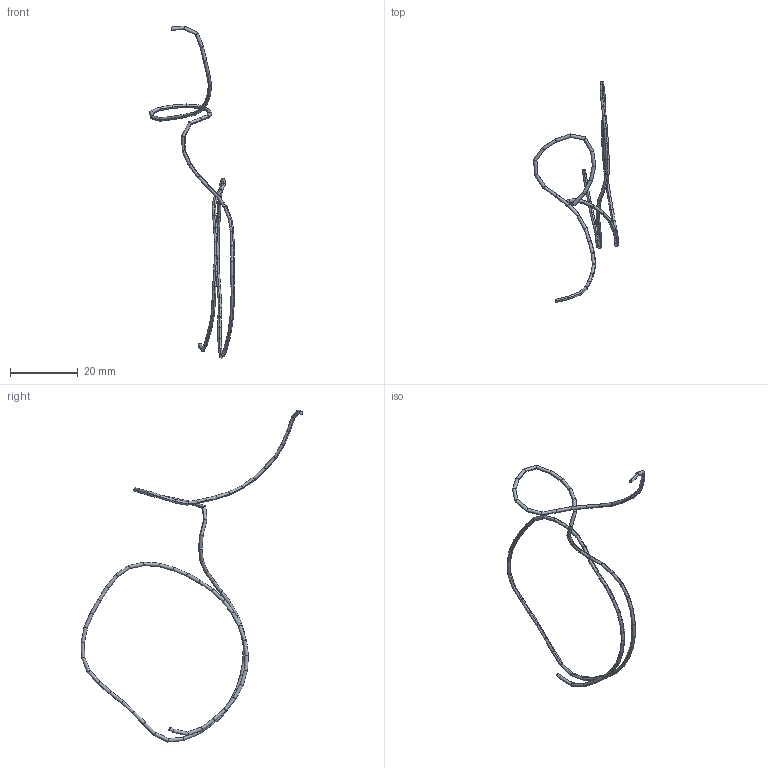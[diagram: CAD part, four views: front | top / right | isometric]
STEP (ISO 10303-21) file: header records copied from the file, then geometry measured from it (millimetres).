
FILE_DESCRIPTION(('STEP AP214'),'1');
FILE_NAME('Epicardial_02_Lead.step','2024-02-05T21:19:14',(' '),('ANSOFT Corporation'),'Spatial InterOp 3D',' ',' ');
FILE_SCHEMA(('AUTOMOTIVE_DESIGN { 1 0 10303 214 1 1 1 1 }'));
Length unit declared in the file: millimetre
Products named in the file (1): Lead1
Bounding box: 25.04 x 65.3 x 97.78 mm (x, y, z)
Volume: 273.3 mm3; surface area: 1094.7 mm2
Topology: 1 solids, 1 shells, 160 faces, 474 edges, 316 vertices
Faces by surface type: cylinder 158, plane 2
Entity records: 5578 total; most frequent: DIRECTION 1112, CARTESIAN_POINT 951, ORIENTED_EDGE 948, AXIS2_PLACEMENT_3D 477, EDGE_CURVE 474, VERTEX_POINT 316, ELLIPSE 312, ADVANCED_FACE 160
